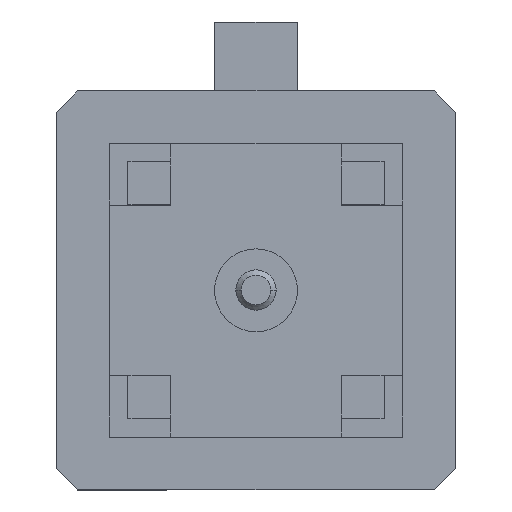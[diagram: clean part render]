
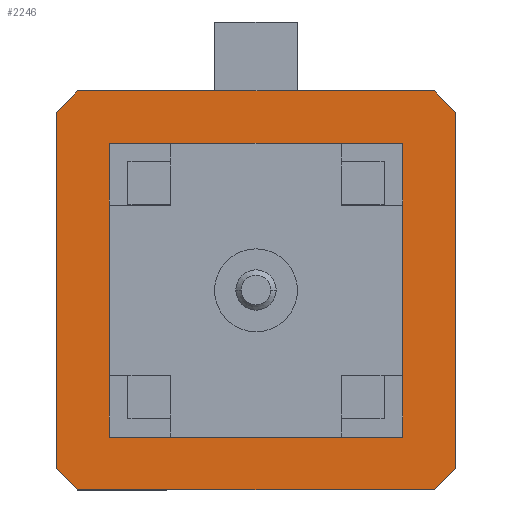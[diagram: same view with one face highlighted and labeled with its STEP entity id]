
A CAD part, top view. The second image highlights one B-rep face of the part: STEP entity #2246.
In plain terms, the highlighted planar face has unit normal (0, 0, 1).
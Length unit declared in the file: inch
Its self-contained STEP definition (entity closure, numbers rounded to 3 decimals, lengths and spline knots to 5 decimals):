
#124 = DIRECTION ( 'NONE',  ( -0.707, -0.707, 0. ) ) ;
#131 = EDGE_CURVE ( 'NONE', #2447, #2343, #2590, .T. ) ;
#192 = VECTOR ( 'NONE', #1777, 39.37008 ) ;
#206 = CARTESIAN_POINT ( 'NONE',  ( 0.16701, -0.18701, 0. ) ) ;
#246 = DIRECTION ( 'NONE',  ( 0.707, 0.707, 0. ) ) ;
#277 = DIRECTION ( 'NONE',  ( 0., 0., -1. ) ) ;
#331 = DIRECTION ( 'NONE',  ( 1., 0., 0. ) ) ;
#451 = AXIS2_PLACEMENT_3D ( 'NONE', #854, #277, #1073 ) ;
#497 = LINE ( 'NONE', #3400, #1305 ) ;
#508 = VECTOR ( 'NONE', #124, 39.37008 ) ;
#572 = PLANE ( 'NONE',  #451 ) ;
#742 = CARTESIAN_POINT ( 'NONE',  ( -0.18701, -0.18701, 0. ) ) ;
#747 = ORIENTED_EDGE ( 'NONE', *, *, #2692, .T. ) ;
#754 = VECTOR ( 'NONE', #331, 39.37008 ) ;
#790 = VERTEX_POINT ( 'NONE', #1545 ) ;
#809 = ORIENTED_EDGE ( 'NONE', *, *, #1400, .F. ) ;
#815 = EDGE_CURVE ( 'NONE', #2343, #790, #964, .T. ) ;
#854 = CARTESIAN_POINT ( 'NONE',  ( 0., 0., 0. ) ) ;
#867 = DIRECTION ( 'NONE',  ( 0., 1., 0. ) ) ;
#930 = ORIENTED_EDGE ( 'NONE', *, *, #815, .T. ) ;
#964 = LINE ( 'NONE', #742, #192 ) ;
#970 = CIRCLE ( 'NONE', #1422, 0.0605 ) ;
#991 = EDGE_CURVE ( 'NONE', #2544, #2225, #1330, .T. ) ;
#1051 = CARTESIAN_POINT ( 'NONE',  ( -0.18701, -0.18701, 0. ) ) ;
#1061 = EDGE_CURVE ( 'NONE', #1217, #1976, #2730, .T. ) ;
#1073 = DIRECTION ( 'NONE',  ( -1., 0., 0. ) ) ;
#1084 = DIRECTION ( 'NONE',  ( 0.707, -0.707, 0. ) ) ;
#1143 = EDGE_CURVE ( 'NONE', #2225, #2447, #497, .T. ) ;
#1156 = VECTOR ( 'NONE', #1084, 39.37008 ) ;
#1209 = EDGE_CURVE ( 'NONE', #2766, #2043, #3473, .T. ) ;
#1217 = VERTEX_POINT ( 'NONE', #1639 ) ;
#1249 = ORIENTED_EDGE ( 'NONE', *, *, #1143, .T. ) ;
#1305 = VECTOR ( 'NONE', #1566, 39.37008 ) ;
#1328 = CARTESIAN_POINT ( 'NONE',  ( -0.18701, -0.16701, 0. ) ) ;
#1330 = LINE ( 'NONE', #2432, #1588 ) ;
#1344 = CARTESIAN_POINT ( 'NONE',  ( 0.18701, -0.16701, 0. ) ) ;
#1400 = EDGE_CURVE ( 'NONE', #1976, #1217, #970, .T. ) ;
#1422 = AXIS2_PLACEMENT_3D ( 'NONE', #2037, #1544, #2392 ) ;
#1511 = CARTESIAN_POINT ( 'NONE',  ( 0.18701, 0.16701, 0. ) ) ;
#1544 = DIRECTION ( 'NONE',  ( 0., 0., 1. ) ) ;
#1545 = CARTESIAN_POINT ( 'NONE',  ( -0.18701, -0.16701, 0. ) ) ;
#1557 = EDGE_CURVE ( 'NONE', #2862, #2544, #2247, .T. ) ;
#1566 = DIRECTION ( 'NONE',  ( -1., 0., 0. ) ) ;
#1588 = VECTOR ( 'NONE', #2229, 39.37008 ) ;
#1605 = CARTESIAN_POINT ( 'NONE',  ( 0.16701, 0.18701, 0. ) ) ;
#1610 = ORIENTED_EDGE ( 'NONE', *, *, #1557, .T. ) ;
#1639 = CARTESIAN_POINT ( 'NONE',  ( 0.0605, 0., 0. ) ) ;
#1644 = ORIENTED_EDGE ( 'NONE', *, *, #1209, .T. ) ;
#1671 = VECTOR ( 'NONE', #246, 39.37008 ) ;
#1709 = CARTESIAN_POINT ( 'NONE',  ( 0.18701, -0.18701, 0. ) ) ;
#1735 = CARTESIAN_POINT ( 'NONE',  ( -0.16701, 0.18701, 0. ) ) ;
#1777 = DIRECTION ( 'NONE',  ( 0., -1., 0. ) ) ;
#1976 = VERTEX_POINT ( 'NONE', #3318 ) ;
#2037 = CARTESIAN_POINT ( 'NONE',  ( 0., 0., 0. ) ) ;
#2039 = AXIS2_PLACEMENT_3D ( 'NONE', #2097, #2336, #2317 ) ;
#2043 = VERTEX_POINT ( 'NONE', #2272 ) ;
#2097 = CARTESIAN_POINT ( 'NONE',  ( 0., 0., 0. ) ) ;
#2123 = CARTESIAN_POINT ( 'NONE',  ( -0.18701, 0.16701, 0. ) ) ;
#2199 = ORIENTED_EDGE ( 'NONE', *, *, #991, .T. ) ;
#2225 = VERTEX_POINT ( 'NONE', #1605 ) ;
#2229 = DIRECTION ( 'NONE',  ( -0.707, 0.707, 0. ) ) ;
#2246 = ADVANCED_FACE ( 'NONE', ( #3208, #2697 ), #572, .F. ) ;
#2247 = LINE ( 'NONE', #1709, #2718 ) ;
#2272 = CARTESIAN_POINT ( 'NONE',  ( 0.16701, -0.18701, 0. ) ) ;
#2317 = DIRECTION ( 'NONE',  ( 1., 0., 0. ) ) ;
#2336 = DIRECTION ( 'NONE',  ( 0., 0., 1. ) ) ;
#2343 = VERTEX_POINT ( 'NONE', #2123 ) ;
#2345 = LINE ( 'NONE', #206, #1671 ) ;
#2392 = DIRECTION ( 'NONE',  ( 1., 0., 0. ) ) ;
#2430 = LINE ( 'NONE', #1328, #1156 ) ;
#2432 = CARTESIAN_POINT ( 'NONE',  ( 0.18701, 0.16701, 0. ) ) ;
#2443 = ORIENTED_EDGE ( 'NONE', *, *, #1061, .F. ) ;
#2447 = VERTEX_POINT ( 'NONE', #2761 ) ;
#2469 = ORIENTED_EDGE ( 'NONE', *, *, #131, .T. ) ;
#2544 = VERTEX_POINT ( 'NONE', #1511 ) ;
#2590 = LINE ( 'NONE', #1735, #508 ) ;
#2692 = EDGE_CURVE ( 'NONE', #2043, #2862, #2345, .T. ) ;
#2697 = FACE_OUTER_BOUND ( 'NONE', #2896, .T. ) ;
#2718 = VECTOR ( 'NONE', #867, 39.37008 ) ;
#2729 = EDGE_LOOP ( 'NONE', ( #2443, #809 ) ) ;
#2730 = CIRCLE ( 'NONE', #2039, 0.0605 ) ;
#2761 = CARTESIAN_POINT ( 'NONE',  ( -0.16701, 0.18701, 0. ) ) ;
#2766 = VERTEX_POINT ( 'NONE', #3125 ) ;
#2862 = VERTEX_POINT ( 'NONE', #1344 ) ;
#2896 = EDGE_LOOP ( 'NONE', ( #930, #3384, #1644, #747, #1610, #2199, #1249, #2469 ) ) ;
#3125 = CARTESIAN_POINT ( 'NONE',  ( -0.16701, -0.18701, 0. ) ) ;
#3132 = EDGE_CURVE ( 'NONE', #790, #2766, #2430, .T. ) ;
#3208 = FACE_BOUND ( 'NONE', #2729, .T. ) ;
#3318 = CARTESIAN_POINT ( 'NONE',  ( -0.0605, 0., 0. ) ) ;
#3384 = ORIENTED_EDGE ( 'NONE', *, *, #3132, .T. ) ;
#3400 = CARTESIAN_POINT ( 'NONE',  ( -0.18701, 0.18701, 0. ) ) ;
#3473 = LINE ( 'NONE', #1051, #754 ) ;
